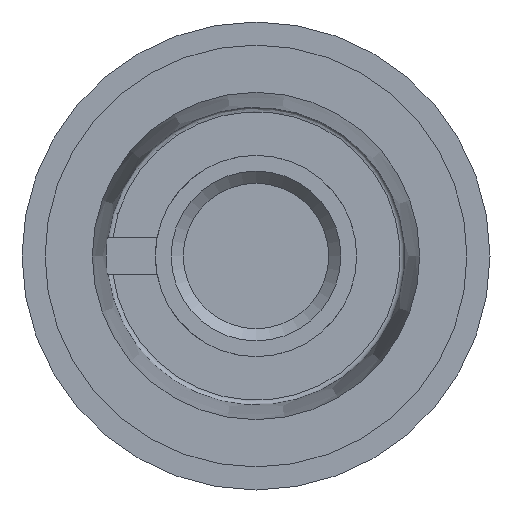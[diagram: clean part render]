
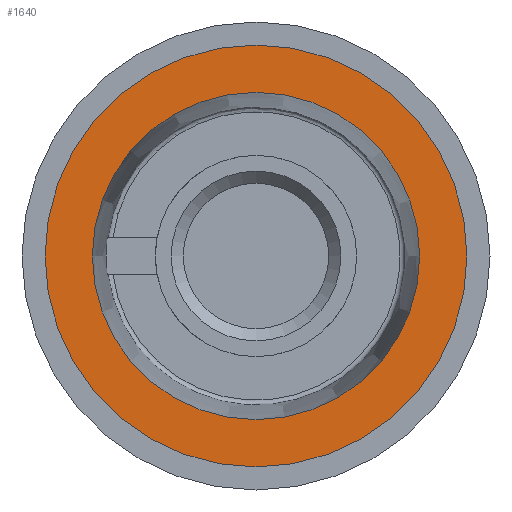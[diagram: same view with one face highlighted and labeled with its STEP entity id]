
A CAD part, front view. The second image highlights one B-rep face of the part: STEP entity #1640.
In plain terms, the highlighted planar face has unit normal (0, -1, 0).
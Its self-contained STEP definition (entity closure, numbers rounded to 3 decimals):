
#65=FACE_BOUND('',#460,.T.);
#159=CIRCLE('',#1770,6.75);
#170=CIRCLE('',#1790,8.7);
#354=FACE_OUTER_BOUND('',#459,.T.);
#459=EDGE_LOOP('',(#1088));
#460=EDGE_LOOP('',(#1089));
#617=VERTEX_POINT('',#2574);
#625=VERTEX_POINT('',#2607);
#779=EDGE_CURVE('',#617,#617,#159,.T.);
#794=EDGE_CURVE('',#625,#625,#170,.T.);
#1088=ORIENTED_EDGE('',*,*,#794,.F.);
#1089=ORIENTED_EDGE('',*,*,#779,.T.);
#1513=PLANE('',#1789);
#1640=ADVANCED_FACE('',(#354,#65),#1513,.T.);
#1770=AXIS2_PLACEMENT_3D('',#2576,#2050,#2051);
#1789=AXIS2_PLACEMENT_3D('',#2606,#2092,#2093);
#1790=AXIS2_PLACEMENT_3D('',#2608,#2094,#2095);
#2050=DIRECTION('center_axis',(0.,1.,0.));
#2051=DIRECTION('ref_axis',(1.,0.,0.));
#2092=DIRECTION('center_axis',(0.,-1.,0.));
#2093=DIRECTION('ref_axis',(0.,0.,-1.));
#2094=DIRECTION('center_axis',(0.,1.,0.));
#2095=DIRECTION('ref_axis',(1.,0.,0.));
#2574=CARTESIAN_POINT('',(-6.75,3.3,0.));
#2576=CARTESIAN_POINT('Origin',(0.,3.3,0.));
#2606=CARTESIAN_POINT('Origin',(0.,3.3,0.));
#2607=CARTESIAN_POINT('',(-8.7,3.3,0.));
#2608=CARTESIAN_POINT('Origin',(0.,3.3,0.));
